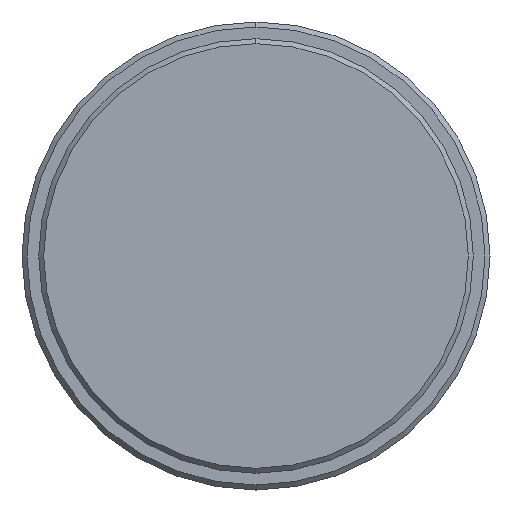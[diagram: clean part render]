
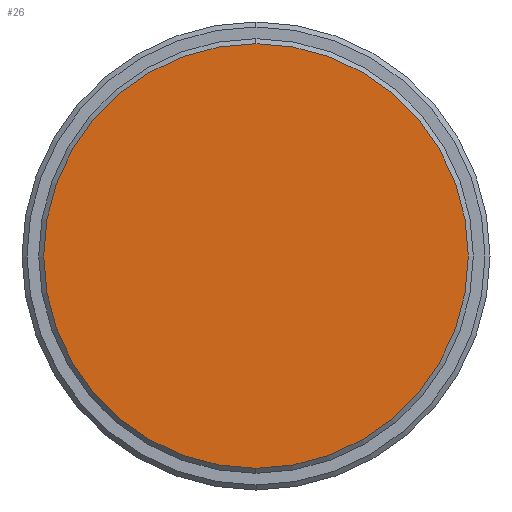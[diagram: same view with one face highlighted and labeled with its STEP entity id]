
A CAD part, left-side view. The second image highlights one B-rep face of the part: STEP entity #26.
In plain terms, the highlighted planar face has unit normal (-1, 0, 0).
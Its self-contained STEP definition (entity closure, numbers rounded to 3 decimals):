
#26 = ADVANCED_FACE ( 'NONE', ( #408 ), #375, .F. ) ;
#43 = VERTEX_POINT ( 'NONE', #672 ) ;
#51 = VERTEX_POINT ( 'NONE', #196 ) ;
#53 = DIRECTION ( 'NONE',  ( 0., 0., 1. ) ) ;
#59 = DIRECTION ( 'NONE',  ( -1., 0., 0. ) ) ;
#106 = AXIS2_PLACEMENT_3D ( 'NONE', #131, #302, #615 ) ;
#131 = CARTESIAN_POINT ( 'NONE',  ( 0., 0., 0. ) ) ;
#145 = CIRCLE ( 'NONE', #106, 12.7 ) ;
#188 = AXIS2_PLACEMENT_3D ( 'NONE', #644, #534, #531 ) ;
#196 = CARTESIAN_POINT ( 'NONE',  ( 0., 0., -12.7 ) ) ;
#302 = DIRECTION ( 'NONE',  ( -1., 0., 0. ) ) ;
#325 = EDGE_CURVE ( 'NONE', #43, #51, #145, .T. ) ;
#375 = PLANE ( 'NONE',  #188 ) ;
#397 = ORIENTED_EDGE ( 'NONE', *, *, #325, .T. ) ;
#408 = FACE_OUTER_BOUND ( 'NONE', #462, .T. ) ;
#462 = EDGE_LOOP ( 'NONE', ( #563, #397 ) ) ;
#531 = DIRECTION ( 'NONE',  ( 0., 0., -1. ) ) ;
#534 = DIRECTION ( 'NONE',  ( 1., 0., 0. ) ) ;
#543 = AXIS2_PLACEMENT_3D ( 'NONE', #658, #59, #53 ) ;
#554 = CIRCLE ( 'NONE', #543, 12.7 ) ;
#563 = ORIENTED_EDGE ( 'NONE', *, *, #634, .T. ) ;
#615 = DIRECTION ( 'NONE',  ( 0., 0., 1. ) ) ;
#634 = EDGE_CURVE ( 'NONE', #51, #43, #554, .T. ) ;
#644 = CARTESIAN_POINT ( 'NONE',  ( 0., 0., 0. ) ) ;
#658 = CARTESIAN_POINT ( 'NONE',  ( 0., 0., 0. ) ) ;
#672 = CARTESIAN_POINT ( 'NONE',  ( 0., 0., 12.7 ) ) ;
